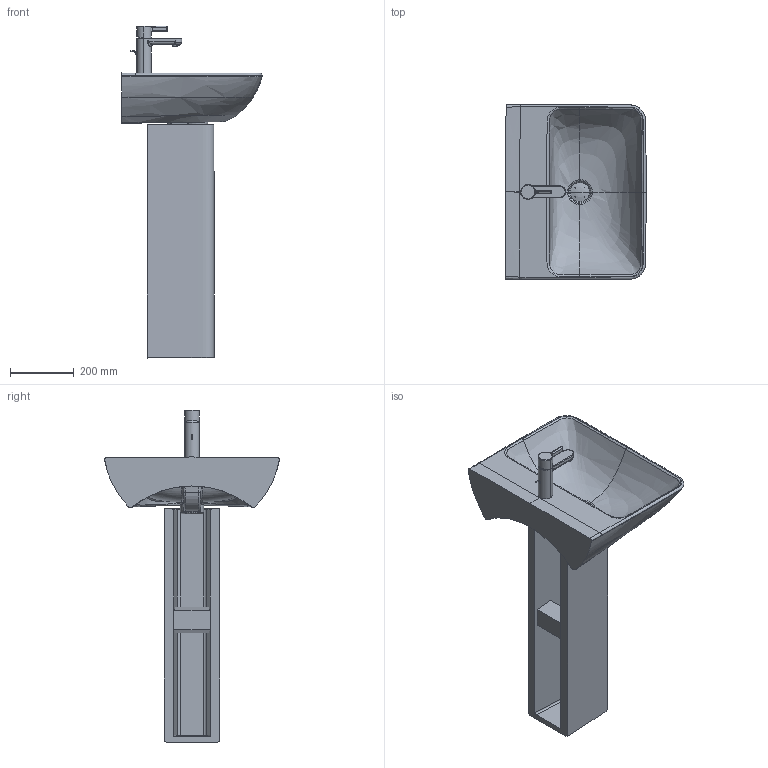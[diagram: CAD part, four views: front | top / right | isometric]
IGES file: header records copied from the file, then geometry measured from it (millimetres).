
Global section: file name: No Iges File Name specified; native system: Autodesk Inventor 2011; preprocessor: AutoDesk Inventor Iges Exporter R2011; author: Administrator; date: 20151106.140527; units: millimetre
Bounding box: 440.16 x 550 x 1042.35 mm (x, y, z)
Volume: 21672350.1 mm3; surface area: 1782564.3 mm2
Topology: 8 solids, 8 shells, 325 faces, 826 edges, 520 vertices
Faces by surface type: bspline 118, plane 81, cylinder 52, revolution 48, torus 21, cone 3, sphere 2
